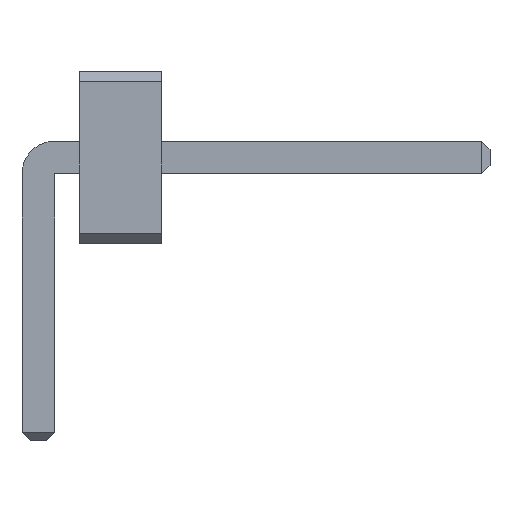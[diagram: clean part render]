
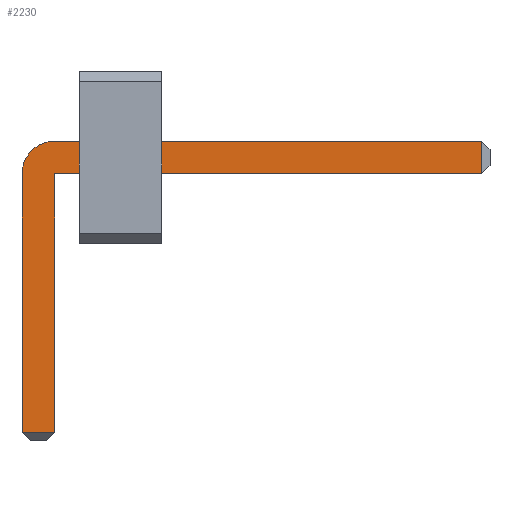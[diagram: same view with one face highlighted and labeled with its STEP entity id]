
A CAD part, front view. The second image highlights one B-rep face of the part: STEP entity #2230.
In plain terms, the highlighted planar face has unit normal (0, -1, 0).
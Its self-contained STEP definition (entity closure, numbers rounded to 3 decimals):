
#13=DIRECTION('',(0.,0.,1.));
#27=VECTOR('',#28,1.);
#28=DIRECTION('',(1.,0.,0.));
#955=VECTOR('',#13,1.);
#2004=DIRECTION('',(0.,0.,-1.));
#2041=VECTOR('',#2004,1.);
#2048=VECTOR('',#2049,1.);
#2049=DIRECTION('',(-1.,0.,0.));
#2070=DIRECTION('',(-0.,1.,0.));
#2074=DIRECTION('',(0.,1.,0.));
#2075=DIRECTION('',(1.,0.,0.));
#2082=VERTEX_POINT('',#2083);
#2083=CARTESIAN_POINT('',(0.2,-19.25,1.25));
#2085=ORIENTED_EDGE('',*,*,#2086,.T.);
#2086=EDGE_CURVE('',#2082,#2087,#2089,.T.);
#2087=VERTEX_POINT('',#2088);
#2088=CARTESIAN_POINT('',(5.4,-19.25,1.25));
#2089=LINE('',#2090,#27);
#2090=CARTESIAN_POINT('',(-0.2,-19.25,1.25));
#2126=EDGE_CURVE('',#2127,#2082,#2129,.T.);
#2127=VERTEX_POINT('',#2128);
#2128=CARTESIAN_POINT('',(-0.2,-19.25,0.85));
#2129=CIRCLE('',#2130,0.4);
#2130=AXIS2_PLACEMENT_3D('',#2131,#2070,#2004);
#2131=CARTESIAN_POINT('',(0.2,-19.25,0.85));
#2143=VERTEX_POINT('',#2144);
#2144=CARTESIAN_POINT('',(5.4,-19.25,0.85));
#2146=ORIENTED_EDGE('',*,*,#2147,.T.);
#2147=EDGE_CURVE('',#2143,#2148,#2149,.T.);
#2148=VERTEX_POINT('',#2131);
#2149=LINE('',#2150,#2048);
#2150=CARTESIAN_POINT('',(5.5,-19.25,0.85));
#2162=VERTEX_POINT('',#2163);
#2163=CARTESIAN_POINT('',(-0.2,-19.25,-2.3));
#2165=ORIENTED_EDGE('',*,*,#2166,.T.);
#2166=EDGE_CURVE('',#2162,#2127,#2167,.T.);
#2167=LINE('',#2168,#955);
#2168=CARTESIAN_POINT('',(-0.2,-19.25,-2.4));
#2176=ORIENTED_EDGE('',*,*,#2177,.T.);
#2177=EDGE_CURVE('',#2148,#2178,#2180,.T.);
#2178=VERTEX_POINT('',#2179);
#2179=CARTESIAN_POINT('',(0.2,-19.25,-2.3));
#2180=LINE('',#2131,#2041);
#2230=ADVANCED_FACE('',(#2231),#2240,.F.);
#2231=FACE_BOUND('',#2232,.F.);
#2232=EDGE_LOOP('',(#2085,#2233,#2146,#2176,#2236,#2165,#2239));
#2233=ORIENTED_EDGE('',*,*,#2234,.T.);
#2234=EDGE_CURVE('',#2087,#2143,#2235,.T.);
#2235=LINE('',#2088,#2041);
#2236=ORIENTED_EDGE('',*,*,#2237,.T.);
#2237=EDGE_CURVE('',#2178,#2162,#2238,.T.);
#2238=LINE('',#2179,#2048);
#2239=ORIENTED_EDGE('',*,*,#2126,.T.);
#2240=PLANE('',#2241);
#2241=AXIS2_PLACEMENT_3D('',#2242,#2074,#2075);
#2242=CARTESIAN_POINT('',(1.729,-19.25,0.346));
